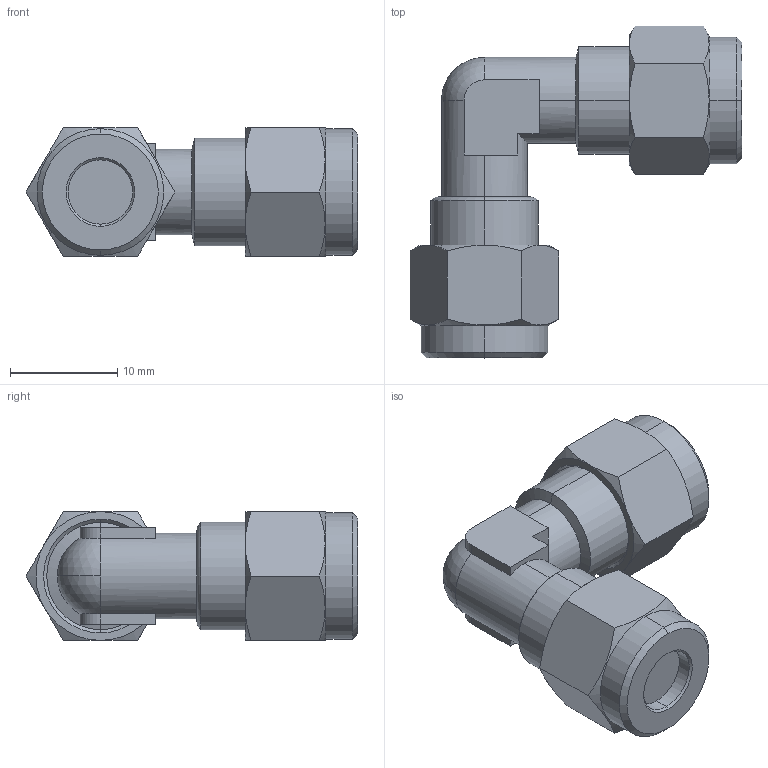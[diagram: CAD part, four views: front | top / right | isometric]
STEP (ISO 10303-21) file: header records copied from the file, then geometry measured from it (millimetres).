
FILE_DESCRIPTION (( 'STEP AP214' ), '1' );
FILE_NAME ('1026000002.step', '2013-02-25T17:13:21', ( '' ), ( '' ), 'SwSTEP 2.0', 'SolidWorks 2012', '' );
FILE_SCHEMA (( 'AUTOMOTIVE_DESIGN' ));
Length unit declared in the file: millimetre
Products named in the file (1): 1026000002
Bounding box: 30.93 x 30.93 x 12 mm (x, y, z)
Volume: 4087.4 mm3; surface area: 2034.8 mm2
Topology: 1 solids, 1 shells, 85 faces, 194 edges, 116 vertices
Faces by surface type: plane 33, cone 30, cylinder 18, torus 2, sphere 2
Entity records: 2547 total; most frequent: CARTESIAN_POINT 631, DIRECTION 398, ORIENTED_EDGE 388, EDGE_CURVE 194, AXIS2_PLACEMENT_3D 159, VERTEX_POINT 116, EDGE_LOOP 90, ADVANCED_FACE 85
